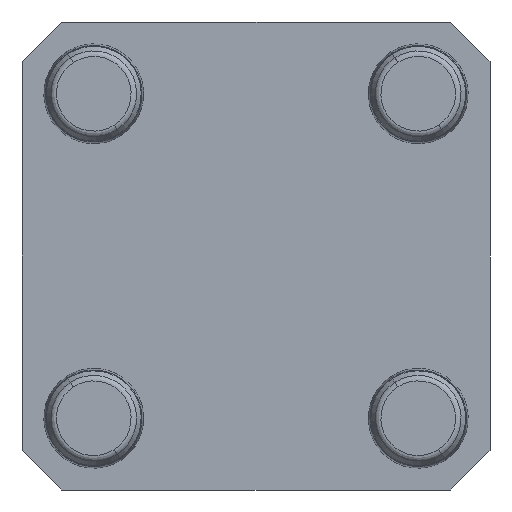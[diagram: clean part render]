
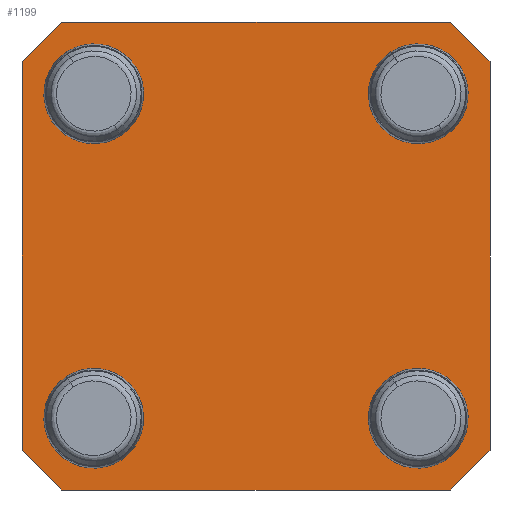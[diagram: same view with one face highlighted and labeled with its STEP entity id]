
A CAD part, front view. The second image highlights one B-rep face of the part: STEP entity #1199.
In plain terms, the highlighted planar face has unit normal (0, -1, 0).
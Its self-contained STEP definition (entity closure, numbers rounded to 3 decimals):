
#34 = AXIS2_PLACEMENT_3D ( 'NONE', #1375, #437, #1829 ) ;
#53 = LINE ( 'NONE', #155, #1552 ) ;
#62 = PLANE ( 'NONE',  #1465 ) ;
#74 = DIRECTION ( 'NONE',  ( 0., 0., -1. ) ) ;
#91 = CARTESIAN_POINT ( 'NONE',  ( -37.5, 0., 37.5 ) ) ;
#97 = ORIENTED_EDGE ( 'NONE', *, *, #1694, .T. ) ;
#106 = CARTESIAN_POINT ( 'NONE',  ( 26., 0., 26. ) ) ;
#107 = DIRECTION ( 'NONE',  ( 0., -1., 0. ) ) ;
#119 = DIRECTION ( 'NONE',  ( 1., 0., 0. ) ) ;
#152 = LINE ( 'NONE', #484, #764 ) ;
#155 = CARTESIAN_POINT ( 'NONE',  ( -37.5, 0., -31.15 ) ) ;
#168 = CARTESIAN_POINT ( 'NONE',  ( -37.5, 0., 31.15 ) ) ;
#183 = CARTESIAN_POINT ( 'NONE',  ( 37.5, 0., 31.15 ) ) ;
#190 = CARTESIAN_POINT ( 'NONE',  ( -26., 0., 19.992 ) ) ;
#191 = EDGE_LOOP ( 'NONE', ( #311, #392 ) ) ;
#199 = LINE ( 'NONE', #345, #1066 ) ;
#209 = CARTESIAN_POINT ( 'NONE',  ( -37.5, 0., -37.5 ) ) ;
#216 = ORIENTED_EDGE ( 'NONE', *, *, #711, .F. ) ;
#218 = EDGE_LOOP ( 'NONE', ( #1024, #678 ) ) ;
#224 = VERTEX_POINT ( 'NONE', #662 ) ;
#227 = EDGE_CURVE ( 'NONE', #1746, #498, #1371, .T. ) ;
#249 = CIRCLE ( 'NONE', #741, 6.008 ) ;
#266 = CIRCLE ( 'NONE', #34, 6.008 ) ;
#268 = CIRCLE ( 'NONE', #779, 6.008 ) ;
#277 = ORIENTED_EDGE ( 'NONE', *, *, #1110, .T. ) ;
#311 = ORIENTED_EDGE ( 'NONE', *, *, #1432, .F. ) ;
#319 = EDGE_LOOP ( 'NONE', ( #1279, #986, #780, #1807, #1752, #97, #216, #277 ) ) ;
#324 = VECTOR ( 'NONE', #119, 1000. ) ;
#330 = CARTESIAN_POINT ( 'NONE',  ( 26., 0., 19.992 ) ) ;
#331 = DIRECTION ( 'NONE',  ( 0., 0., -1. ) ) ;
#345 = CARTESIAN_POINT ( 'NONE',  ( -37.5, 0., -37.5 ) ) ;
#352 = CARTESIAN_POINT ( 'NONE',  ( -26., 0., -32.008 ) ) ;
#354 = EDGE_CURVE ( 'NONE', #620, #1464, #858, .T. ) ;
#378 = VECTOR ( 'NONE', #1447, 1000. ) ;
#379 = CIRCLE ( 'NONE', #795, 6.008 ) ;
#386 = EDGE_CURVE ( 'NONE', #890, #1101, #379, .T. ) ;
#392 = ORIENTED_EDGE ( 'NONE', *, *, #1574, .F. ) ;
#407 = CARTESIAN_POINT ( 'NONE',  ( 31.15, 0., 37.5 ) ) ;
#417 = CIRCLE ( 'NONE', #504, 6.008 ) ;
#434 = CARTESIAN_POINT ( 'NONE',  ( 26., 0., -19.992 ) ) ;
#437 = DIRECTION ( 'NONE',  ( 0., -1., 0. ) ) ;
#442 = CARTESIAN_POINT ( 'NONE',  ( -26., 0., 32.008 ) ) ;
#447 = CARTESIAN_POINT ( 'NONE',  ( -31.15, 0., 37.5 ) ) ;
#484 = CARTESIAN_POINT ( 'NONE',  ( 37.5, 0., -37.5 ) ) ;
#498 = VERTEX_POINT ( 'NONE', #442 ) ;
#500 = CARTESIAN_POINT ( 'NONE',  ( 37.5, 0., 31.15 ) ) ;
#504 = AXIS2_PLACEMENT_3D ( 'NONE', #1796, #885, #1312 ) ;
#506 = CARTESIAN_POINT ( 'NONE',  ( 26., 0., -32.008 ) ) ;
#523 = EDGE_LOOP ( 'NONE', ( #968, #1035 ) ) ;
#534 = AXIS2_PLACEMENT_3D ( 'NONE', #807, #1716, #637 ) ;
#620 = VERTEX_POINT ( 'NONE', #1129 ) ;
#622 = DIRECTION ( 'NONE',  ( 0., 0., -1. ) ) ;
#637 = DIRECTION ( 'NONE',  ( 0., 0., 1. ) ) ;
#646 = VECTOR ( 'NONE', #1884, 1000. ) ;
#662 = CARTESIAN_POINT ( 'NONE',  ( 37.5, 0., -31.15 ) ) ;
#676 = CIRCLE ( 'NONE', #1330, 6.008 ) ;
#678 = ORIENTED_EDGE ( 'NONE', *, *, #1349, .F. ) ;
#690 = VERTEX_POINT ( 'NONE', #168 ) ;
#703 = DIRECTION ( 'NONE',  ( 0., -1., 0. ) ) ;
#711 = EDGE_CURVE ( 'NONE', #716, #224, #152, .T. ) ;
#716 = VERTEX_POINT ( 'NONE', #183 ) ;
#723 = FACE_BOUND ( 'NONE', #218, .T. ) ;
#741 = AXIS2_PLACEMENT_3D ( 'NONE', #1709, #1731, #1401 ) ;
#747 = DIRECTION ( 'NONE',  ( 0., -1., 0. ) ) ;
#764 = VECTOR ( 'NONE', #331, 1000. ) ;
#779 = AXIS2_PLACEMENT_3D ( 'NONE', #106, #1974, #910 ) ;
#780 = ORIENTED_EDGE ( 'NONE', *, *, #1133, .F. ) ;
#788 = CIRCLE ( 'NONE', #534, 6.008 ) ;
#794 = VERTEX_POINT ( 'NONE', #1285 ) ;
#795 = AXIS2_PLACEMENT_3D ( 'NONE', #1646, #107, #1357 ) ;
#806 = CARTESIAN_POINT ( 'NONE',  ( 31.15, 0., -37.5 ) ) ;
#807 = CARTESIAN_POINT ( 'NONE',  ( -26., 0., -26. ) ) ;
#824 = FACE_BOUND ( 'NONE', #523, .T. ) ;
#838 = DIRECTION ( 'NONE',  ( -0.707, 0., 0.707 ) ) ;
#858 = LINE ( 'NONE', #91, #324 ) ;
#878 = CARTESIAN_POINT ( 'NONE',  ( -26., 0., 26. ) ) ;
#885 = DIRECTION ( 'NONE',  ( 0., -1., 0. ) ) ;
#890 = VERTEX_POINT ( 'NONE', #1384 ) ;
#891 = LINE ( 'NONE', #447, #1140 ) ;
#910 = DIRECTION ( 'NONE',  ( 0., 0., 1. ) ) ;
#921 = VECTOR ( 'NONE', #838, 1000. ) ;
#928 = CARTESIAN_POINT ( 'NONE',  ( -37.5, 0., -31.15 ) ) ;
#935 = EDGE_CURVE ( 'NONE', #620, #690, #891, .T. ) ;
#939 = VERTEX_POINT ( 'NONE', #434 ) ;
#968 = ORIENTED_EDGE ( 'NONE', *, *, #1543, .F. ) ;
#977 = LINE ( 'NONE', #500, #921 ) ;
#986 = ORIENTED_EDGE ( 'NONE', *, *, #935, .T. ) ;
#995 = EDGE_CURVE ( 'NONE', #1101, #890, #788, .T. ) ;
#999 = DIRECTION ( 'NONE',  ( 0., 0., 1. ) ) ;
#1024 = ORIENTED_EDGE ( 'NONE', *, *, #227, .F. ) ;
#1035 = ORIENTED_EDGE ( 'NONE', *, *, #1956, .F. ) ;
#1066 = VECTOR ( 'NONE', #1148, 1000. ) ;
#1093 = DIRECTION ( 'NONE',  ( 0.707, 0., -0.707 ) ) ;
#1100 = EDGE_CURVE ( 'NONE', #1678, #794, #199, .T. ) ;
#1101 = VERTEX_POINT ( 'NONE', #352 ) ;
#1110 = EDGE_CURVE ( 'NONE', #716, #1464, #977, .T. ) ;
#1129 = CARTESIAN_POINT ( 'NONE',  ( -31.15, 0., 37.5 ) ) ;
#1133 = EDGE_CURVE ( 'NONE', #1962, #690, #1146, .T. ) ;
#1136 = VERTEX_POINT ( 'NONE', #506 ) ;
#1140 = VECTOR ( 'NONE', #1527, 1000. ) ;
#1146 = LINE ( 'NONE', #209, #378 ) ;
#1148 = DIRECTION ( 'NONE',  ( -1., 0., 0. ) ) ;
#1169 = FACE_BOUND ( 'NONE', #1607, .T. ) ;
#1199 = ADVANCED_FACE ( 'NONE', ( #1609, #1169, #824, #723, #1209 ), #62, .F. ) ;
#1209 = FACE_OUTER_BOUND ( 'NONE', #319, .T. ) ;
#1279 = ORIENTED_EDGE ( 'NONE', *, *, #354, .F. ) ;
#1282 = VERTEX_POINT ( 'NONE', #1593 ) ;
#1285 = CARTESIAN_POINT ( 'NONE',  ( -31.15, 0., -37.5 ) ) ;
#1312 = DIRECTION ( 'NONE',  ( 0., 0., -1. ) ) ;
#1330 = AXIS2_PLACEMENT_3D ( 'NONE', #1504, #747, #622 ) ;
#1349 = EDGE_CURVE ( 'NONE', #498, #1746, #417, .T. ) ;
#1357 = DIRECTION ( 'NONE',  ( 0., 0., 1. ) ) ;
#1371 = CIRCLE ( 'NONE', #1699, 6.008 ) ;
#1375 = CARTESIAN_POINT ( 'NONE',  ( 26., 0., -26. ) ) ;
#1384 = CARTESIAN_POINT ( 'NONE',  ( -26., 0., -19.992 ) ) ;
#1401 = DIRECTION ( 'NONE',  ( 0., 0., 1. ) ) ;
#1430 = CARTESIAN_POINT ( 'NONE',  ( 0., 0., 0. ) ) ;
#1432 = EDGE_CURVE ( 'NONE', #1775, #1282, #268, .T. ) ;
#1447 = DIRECTION ( 'NONE',  ( 0., 0., 1. ) ) ;
#1464 = VERTEX_POINT ( 'NONE', #407 ) ;
#1465 = AXIS2_PLACEMENT_3D ( 'NONE', #1430, #1754, #999 ) ;
#1467 = LINE ( 'NONE', #1579, #646 ) ;
#1504 = CARTESIAN_POINT ( 'NONE',  ( 26., 0., -26. ) ) ;
#1527 = DIRECTION ( 'NONE',  ( -0.707, 0., -0.707 ) ) ;
#1543 = EDGE_CURVE ( 'NONE', #1136, #939, #676, .T. ) ;
#1552 = VECTOR ( 'NONE', #1093, 1000. ) ;
#1574 = EDGE_CURVE ( 'NONE', #1282, #1775, #249, .T. ) ;
#1579 = CARTESIAN_POINT ( 'NONE',  ( 31.15, 0., -37.5 ) ) ;
#1593 = CARTESIAN_POINT ( 'NONE',  ( 26., 0., 32.008 ) ) ;
#1595 = EDGE_CURVE ( 'NONE', #1962, #794, #53, .T. ) ;
#1607 = EDGE_LOOP ( 'NONE', ( #1791, #1726 ) ) ;
#1609 = FACE_BOUND ( 'NONE', #191, .T. ) ;
#1646 = CARTESIAN_POINT ( 'NONE',  ( -26., 0., -26. ) ) ;
#1678 = VERTEX_POINT ( 'NONE', #806 ) ;
#1694 = EDGE_CURVE ( 'NONE', #1678, #224, #1467, .T. ) ;
#1699 = AXIS2_PLACEMENT_3D ( 'NONE', #878, #703, #74 ) ;
#1709 = CARTESIAN_POINT ( 'NONE',  ( 26., 0., 26. ) ) ;
#1716 = DIRECTION ( 'NONE',  ( 0., -1., 0. ) ) ;
#1726 = ORIENTED_EDGE ( 'NONE', *, *, #386, .F. ) ;
#1731 = DIRECTION ( 'NONE',  ( 0., -1., 0. ) ) ;
#1746 = VERTEX_POINT ( 'NONE', #190 ) ;
#1752 = ORIENTED_EDGE ( 'NONE', *, *, #1100, .F. ) ;
#1754 = DIRECTION ( 'NONE',  ( 0., 1., 0. ) ) ;
#1775 = VERTEX_POINT ( 'NONE', #330 ) ;
#1791 = ORIENTED_EDGE ( 'NONE', *, *, #995, .F. ) ;
#1796 = CARTESIAN_POINT ( 'NONE',  ( -26., 0., 26. ) ) ;
#1807 = ORIENTED_EDGE ( 'NONE', *, *, #1595, .T. ) ;
#1829 = DIRECTION ( 'NONE',  ( 0., 0., -1. ) ) ;
#1884 = DIRECTION ( 'NONE',  ( 0.707, 0., 0.707 ) ) ;
#1956 = EDGE_CURVE ( 'NONE', #939, #1136, #266, .T. ) ;
#1962 = VERTEX_POINT ( 'NONE', #928 ) ;
#1974 = DIRECTION ( 'NONE',  ( 0., -1., 0. ) ) ;
